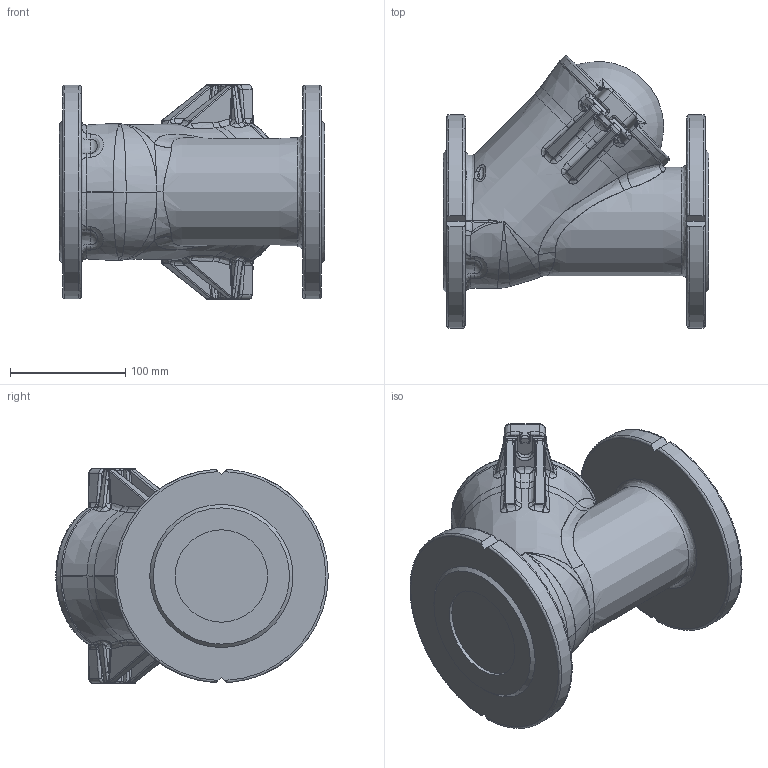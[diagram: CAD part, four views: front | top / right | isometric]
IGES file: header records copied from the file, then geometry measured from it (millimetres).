
Start section: SolidWorks IGES file using analytic representation for surfaces
Global section: file name: O_53_35_DN65.IGS; native system: SolidWorks 2012; preprocessor: SolidWorks 2012; author: rozh; date: 140818.140031; units: millimetre
Bounding box: 230 x 235.92 x 186 mm (x, y, z)
Surface area: 222011.1 mm2 (no closed solid volume)
Topology: 0 solids, 0 shells, 550 faces, 2971 edges, 2923 vertices
Faces by surface type: bspline 324, revolution 226
